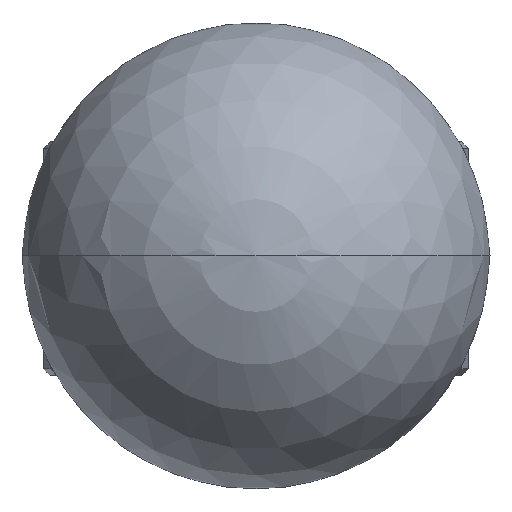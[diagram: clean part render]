
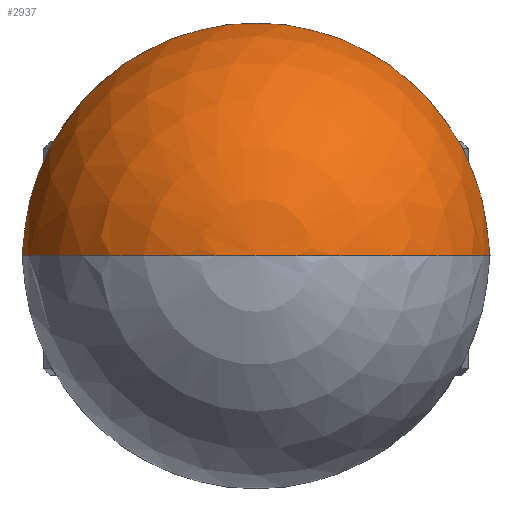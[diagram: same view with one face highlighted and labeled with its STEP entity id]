
A CAD part, top view. The second image highlights one B-rep face of the part: STEP entity #2937.
In plain terms, the highlighted spherical face has radius 17.462 mm.
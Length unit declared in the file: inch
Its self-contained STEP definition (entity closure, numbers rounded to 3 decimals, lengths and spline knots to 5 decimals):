
#1035=CARTESIAN_POINT('',(0.,0.,3.8225));
#1036=DIRECTION('',(0.,0.,-1.));
#1037=DIRECTION('',(-0.982,0.19,0.));
#1038=AXIS2_PLACEMENT_3D('',#1035,#1036,#1037);
#1059=CARTESIAN_POINT('',(-0.3125,0.,4.43188));
#1060=DIRECTION('',(-1.,0.,0.));
#1061=DIRECTION('',(0.,0.099,-0.995));
#1062=AXIS2_PLACEMENT_3D('',#1059,#1060,#1061);
#1064=CARTESIAN_POINT('',(0.3125,0.,4.43188));
#1065=DIRECTION('',(1.,0.,0.));
#1066=DIRECTION('',(0.,0.,-1.));
#1067=AXIS2_PLACEMENT_3D('',#1064,#1065,#1066);
#1074=CARTESIAN_POINT('',(0.,0.,4.43188));
#1075=DIRECTION('',(0.,1.,0.));
#1076=DIRECTION('',(-0.455,0.,-0.891));
#1077=AXIS2_PLACEMENT_3D('',#1074,#1075,#1076);
#1079=CARTESIAN_POINT('',(0.,0.,4.43188));
#1080=DIRECTION('',(0.,-1.,0.));
#1081=DIRECTION('',(0.455,0.,-0.891));
#1082=AXIS2_PLACEMENT_3D('',#1079,#1080,#1081);
#1399=CARTESIAN_POINT('',(-0.3125,0.06052,3.8225));
#1400=CARTESIAN_POINT('',(-0.3125,0.,3.8195));
#1401=VERTEX_POINT('',#1399);
#1402=VERTEX_POINT('',#1400);
#1403=CARTESIAN_POINT('',(0.3125,0.06052,3.8225));
#1404=VERTEX_POINT('',#1403);
#1405=CARTESIAN_POINT('',(0.3125,0.,3.8195));
#1406=VERTEX_POINT('',#1405);
#1411=CARTESIAN_POINT('',(0.,0.,5.11938));
#1412=VERTEX_POINT('',#1411);
#2921=CARTESIAN_POINT('',(0.,0.,4.43188));
#2922=DIRECTION('',(0.,0.,-1.));
#2923=DIRECTION('',(1.,0.,0.));
#2924=AXIS2_PLACEMENT_3D('',#2921,#2922,#2923);
#2925=SPHERICAL_SURFACE('',#2924,0.6875);
#2927=ORIENTED_EDGE('',*,*,#2926,.F.);
#2928=ORIENTED_EDGE('',*,*,#2906,.T.);
#2930=ORIENTED_EDGE('',*,*,#2929,.F.);
#2932=ORIENTED_EDGE('',*,*,#2931,.T.);
#2934=ORIENTED_EDGE('',*,*,#2933,.F.);
#2935=EDGE_LOOP('',(#2927,#2928,#2930,#2932,#2934));
#2936=FACE_OUTER_BOUND('',#2935,.F.);
#1039=CIRCLE('',#1038,0.31831);
#1063=CIRCLE('',#1062,0.61237);
#1068=CIRCLE('',#1067,0.61237);
#1078=CIRCLE('',#1077,0.6875);
#1083=CIRCLE('',#1082,0.6875);
#2906=EDGE_CURVE('',#1401,#1404,#1039,.T.);
#2926=EDGE_CURVE('',#1401,#1402,#1063,.T.);
#2929=EDGE_CURVE('',#1406,#1404,#1068,.T.);
#2931=EDGE_CURVE('',#1406,#1412,#1083,.T.);
#2933=EDGE_CURVE('',#1402,#1412,#1078,.T.);
#2937=ADVANCED_FACE('',(#2936),#2925,.T.);
